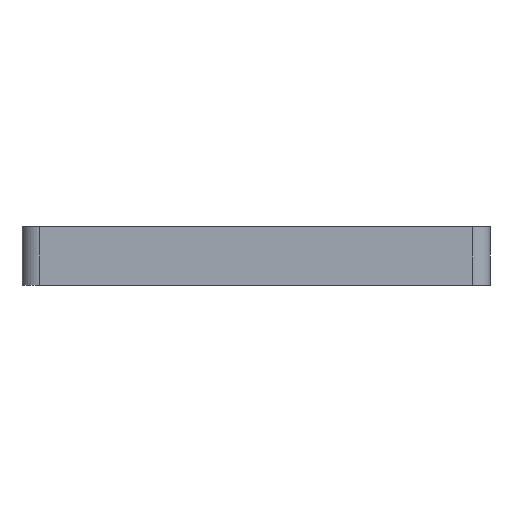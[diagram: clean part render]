
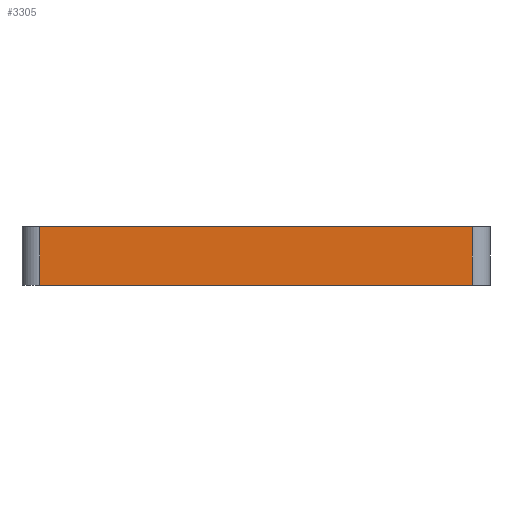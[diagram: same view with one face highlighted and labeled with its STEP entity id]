
A CAD part, left-side view. The second image highlights one B-rep face of the part: STEP entity #3305.
In plain terms, the highlighted planar face has unit normal (-1, 0, 0).
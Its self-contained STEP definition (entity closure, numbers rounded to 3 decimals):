
#100 = VERTEX_POINT ( 'NONE', #1090 ) ;
#450 = CARTESIAN_POINT ( 'NONE',  ( -40., -37., 0. ) ) ;
#632 = AXIS2_PLACEMENT_3D ( 'NONE', #7174, #8760, #5007 ) ;
#668 = CARTESIAN_POINT ( 'NONE',  ( -40., -37., 0. ) ) ;
#1090 = CARTESIAN_POINT ( 'NONE',  ( -40., 37., 0. ) ) ;
#1269 = FACE_OUTER_BOUND ( 'NONE', #2507, .T. ) ;
#1281 = B_SPLINE_CURVE_WITH_KNOTS ( 'NONE', 1,
 ( #3659, #7412 ),
 .UNSPECIFIED., .F., .F.,
 ( 2, 2 ),
 ( 0., 1. ),
 .UNSPECIFIED. ) ;
#1914 = VERTEX_POINT ( 'NONE', #6372 ) ;
#2284 = CARTESIAN_POINT ( 'NONE',  ( -40., -37., 10. ) ) ;
#2313 = B_SPLINE_CURVE_WITH_KNOTS ( 'NONE', 1,
 ( #2284, #3043 ),
 .UNSPECIFIED., .F., .F.,
 ( 2, 2 ),
 ( 0., 1. ),
 .UNSPECIFIED. ) ;
#2507 = EDGE_LOOP ( 'NONE', ( #7646, #7662, #7523, #7505 ) ) ;
#3043 = CARTESIAN_POINT ( 'NONE',  ( -40., 37., 10. ) ) ;
#3305 = ADVANCED_FACE ( 'NONE', ( #1269 ), #4166, .T. ) ;
#3543 = EDGE_CURVE ( 'NONE', #1914, #100, #1281, .T. ) ;
#3659 = CARTESIAN_POINT ( 'NONE',  ( -40., 37., 10. ) ) ;
#3741 = B_SPLINE_CURVE_WITH_KNOTS ( 'NONE', 1,
 ( #7081, #668 ),
 .UNSPECIFIED., .F., .F.,
 ( 2, 2 ),
 ( 0., 1. ),
 .UNSPECIFIED. ) ;
#4088 = VERTEX_POINT ( 'NONE', #6280 ) ;
#4166 = PLANE ( 'NONE',  #632 ) ;
#4780 = VERTEX_POINT ( 'NONE', #450 ) ;
#5007 = DIRECTION ( 'NONE',  ( 0., 0., 1. ) ) ;
#5676 = EDGE_CURVE ( 'NONE', #4088, #1914, #2313, .T. ) ;
#6280 = CARTESIAN_POINT ( 'NONE',  ( -40., -37., 10. ) ) ;
#6372 = CARTESIAN_POINT ( 'NONE',  ( -40., 37., 10. ) ) ;
#6695 = EDGE_CURVE ( 'NONE', #100, #4780, #3741, .T. ) ;
#6696 = EDGE_CURVE ( 'NONE', #4780, #4088, #7251, .T. ) ;
#7081 = CARTESIAN_POINT ( 'NONE',  ( -40., 37., 0. ) ) ;
#7174 = CARTESIAN_POINT ( 'NONE',  ( -40., -37., 0. ) ) ;
#7251 = B_SPLINE_CURVE_WITH_KNOTS ( 'NONE', 1,
 ( #7656, #8146 ),
 .UNSPECIFIED., .F., .F.,
 ( 2, 2 ),
 ( 0., 1. ),
 .UNSPECIFIED. ) ;
#7412 = CARTESIAN_POINT ( 'NONE',  ( -40., 37., 0. ) ) ;
#7505 = ORIENTED_EDGE ( 'NONE', *, *, #6695, .T. ) ;
#7523 = ORIENTED_EDGE ( 'NONE', *, *, #3543, .T. ) ;
#7646 = ORIENTED_EDGE ( 'NONE', *, *, #6696, .T. ) ;
#7656 = CARTESIAN_POINT ( 'NONE',  ( -40., -37., 0. ) ) ;
#7662 = ORIENTED_EDGE ( 'NONE', *, *, #5676, .T. ) ;
#8146 = CARTESIAN_POINT ( 'NONE',  ( -40., -37., 10. ) ) ;
#8760 = DIRECTION ( 'NONE',  ( -1., 0., 0. ) ) ;
